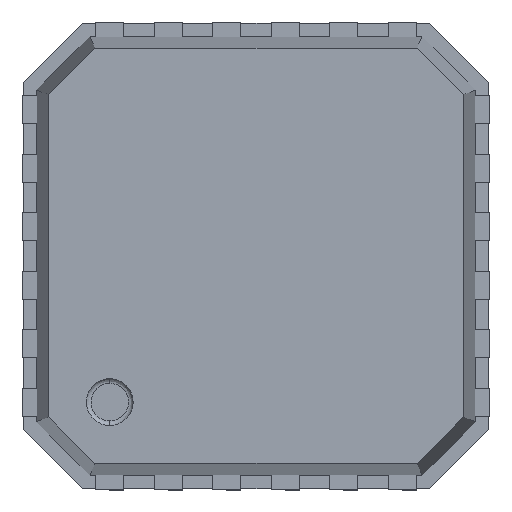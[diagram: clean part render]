
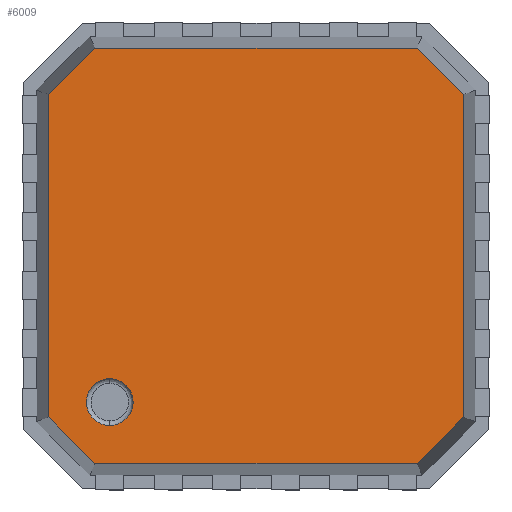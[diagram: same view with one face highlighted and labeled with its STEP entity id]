
A CAD part, top view. The second image highlights one B-rep face of the part: STEP entity #6009.
In plain terms, the highlighted planar face has unit normal (0, 0, 1).
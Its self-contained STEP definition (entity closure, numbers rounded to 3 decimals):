
#134 = ORIENTED_EDGE ( 'NONE', *, *, #5577, .F. ) ;
#675 = EDGE_CURVE ( 'NONE', #8222, #965, #5328, .T. ) ;
#759 = EDGE_CURVE ( 'NONE', #14234, #15045, #5550, .T. ) ;
#965 = VERTEX_POINT ( 'NONE', #10049 ) ;
#1116 = CARTESIAN_POINT ( 'NONE',  ( -0.127, 3.525, 1. ) ) ;
#1302 = CARTESIAN_POINT ( 'NONE',  ( 3.054, 3.098, 1. ) ) ;
#1366 = CARTESIAN_POINT ( 'NONE',  ( -0.554, 0.402, 1. ) ) ;
#1474 = VECTOR ( 'NONE', #12499, 1000. ) ;
#1519 = DIRECTION ( 'NONE',  ( -0.707, -0.707, 0. ) ) ;
#1673 = FACE_OUTER_BOUND ( 'NONE', #13900, .T. ) ;
#1842 = CARTESIAN_POINT ( 'NONE',  ( -0.168, -0.025, 1. ) ) ;
#1846 = VECTOR ( 'NONE', #1519, 1000. ) ;
#2121 = VERTEX_POINT ( 'NONE', #15504 ) ;
#4003 = ORIENTED_EDGE ( 'NONE', *, *, #14009, .F. ) ;
#4139 = VECTOR ( 'NONE', #13045, 1000. ) ;
#4151 = AXIS2_PLACEMENT_3D ( 'NONE', #13109, #4697, #14502 ) ;
#4471 = DIRECTION ( 'NONE',  ( 0., -1., 0. ) ) ;
#4697 = DIRECTION ( 'NONE',  ( 0., 0., 1. ) ) ;
#4806 = ORIENTED_EDGE ( 'NONE', *, *, #6911, .F. ) ;
#4809 = DIRECTION ( 'NONE',  ( 0., 0., -1. ) ) ;
#5176 = LINE ( 'NONE', #1302, #1474 ) ;
#5299 = CARTESIAN_POINT ( 'NONE',  ( -0.127, -0.025, 1. ) ) ;
#5328 = LINE ( 'NONE', #5960, #9037 ) ;
#5337 = ORIENTED_EDGE ( 'NONE', *, *, #12173, .F. ) ;
#5550 = LINE ( 'NONE', #12713, #1846 ) ;
#5577 = EDGE_CURVE ( 'NONE', #2121, #15899, #5176, .T. ) ;
#5960 = CARTESIAN_POINT ( 'NONE',  ( -0.525, 3.168, 1. ) ) ;
#6009 = ADVANCED_FACE ( 'NONE', ( #1673, #12836 ), #6160, .F. ) ;
#6160 = PLANE ( 'NONE',  #8459 ) ;
#6401 = ORIENTED_EDGE ( 'NONE', *, *, #13980, .F. ) ;
#6470 = EDGE_CURVE ( 'NONE', #17319, #9912, #8139, .T. ) ;
#6494 = ORIENTED_EDGE ( 'NONE', *, *, #759, .F. ) ;
#6541 = DIRECTION ( 'NONE',  ( 0., 0., 1. ) ) ;
#6549 = VERTEX_POINT ( 'NONE', #1116 ) ;
#6911 = EDGE_CURVE ( 'NONE', #9912, #17319, #14249, .T. ) ;
#6978 = CARTESIAN_POINT ( 'NONE',  ( 3.025, 3.127, 1. ) ) ;
#7080 = AXIS2_PLACEMENT_3D ( 'NONE', #14945, #6541, #16382 ) ;
#7346 = EDGE_CURVE ( 'NONE', #965, #6549, #10227, .T. ) ;
#8139 = CIRCLE ( 'NONE', #7080, 0.2 ) ;
#8222 = VERTEX_POINT ( 'NONE', #9879 ) ;
#8459 = AXIS2_PLACEMENT_3D ( 'NONE', #13215, #4809, #14612 ) ;
#8646 = LINE ( 'NONE', #11453, #15678 ) ;
#8903 = CARTESIAN_POINT ( 'NONE',  ( 2.668, 3.525, 1. ) ) ;
#9037 = VECTOR ( 'NONE', #15336, 1000. ) ;
#9181 = LINE ( 'NONE', #1842, #4139 ) ;
#9712 = DIRECTION ( 'NONE',  ( -0.707, 0.707, 0. ) ) ;
#9827 = LINE ( 'NONE', #8903, #16876 ) ;
#9870 = VERTEX_POINT ( 'NONE', #5299 ) ;
#9879 = CARTESIAN_POINT ( 'NONE',  ( -0.525, 0.373, 1. ) ) ;
#9912 = VERTEX_POINT ( 'NONE', #10991 ) ;
#10003 = ORIENTED_EDGE ( 'NONE', *, *, #11309, .F. ) ;
#10049 = CARTESIAN_POINT ( 'NONE',  ( -0.525, 3.127, 1. ) ) ;
#10225 = ORIENTED_EDGE ( 'NONE', *, *, #675, .F. ) ;
#10227 = LINE ( 'NONE', #16717, #17268 ) ;
#10295 = DIRECTION ( 'NONE',  ( 1., 0., 0. ) ) ;
#10991 = CARTESIAN_POINT ( 'NONE',  ( 0.2, 0.5, 1. ) ) ;
#11309 = EDGE_CURVE ( 'NONE', #15899, #14234, #8646, .T. ) ;
#11453 = CARTESIAN_POINT ( 'NONE',  ( 3.025, 0.332, 1. ) ) ;
#11901 = LINE ( 'NONE', #1366, #15625 ) ;
#12094 = CARTESIAN_POINT ( 'NONE',  ( 3.025, 0.373, 1. ) ) ;
#12173 = EDGE_CURVE ( 'NONE', #9870, #8222, #11901, .T. ) ;
#12499 = DIRECTION ( 'NONE',  ( 0.707, -0.707, 0. ) ) ;
#12713 = CARTESIAN_POINT ( 'NONE',  ( 2.598, -0.054, 1. ) ) ;
#12836 = FACE_BOUND ( 'NONE', #14219, .T. ) ;
#13045 = DIRECTION ( 'NONE',  ( -1., 0., 0. ) ) ;
#13109 = CARTESIAN_POINT ( 'NONE',  ( 0., 0.5, 1. ) ) ;
#13215 = CARTESIAN_POINT ( 'NONE',  ( -0.625, 3.168, 1. ) ) ;
#13900 = EDGE_LOOP ( 'NONE', ( #6401, #6494, #10003, #134, #4003, #14875, #10225, #5337 ) ) ;
#13980 = EDGE_CURVE ( 'NONE', #15045, #9870, #9181, .T. ) ;
#14009 = EDGE_CURVE ( 'NONE', #6549, #2121, #9827, .T. ) ;
#14043 = CARTESIAN_POINT ( 'NONE',  ( -0.2, 0.5, 1. ) ) ;
#14219 = EDGE_LOOP ( 'NONE', ( #17035, #4806 ) ) ;
#14234 = VERTEX_POINT ( 'NONE', #12094 ) ;
#14249 = CIRCLE ( 'NONE', #4151, 0.2 ) ;
#14502 = DIRECTION ( 'NONE',  ( -1., 0., 0. ) ) ;
#14612 = DIRECTION ( 'NONE',  ( -1., 0., 0. ) ) ;
#14875 = ORIENTED_EDGE ( 'NONE', *, *, #7346, .F. ) ;
#14945 = CARTESIAN_POINT ( 'NONE',  ( 0., 0.5, 1. ) ) ;
#15045 = VERTEX_POINT ( 'NONE', #17690 ) ;
#15336 = DIRECTION ( 'NONE',  ( 0., 1., 0. ) ) ;
#15504 = CARTESIAN_POINT ( 'NONE',  ( 2.627, 3.525, 1. ) ) ;
#15625 = VECTOR ( 'NONE', #9712, 1000. ) ;
#15678 = VECTOR ( 'NONE', #4471, 1000. ) ;
#15899 = VERTEX_POINT ( 'NONE', #6978 ) ;
#16382 = DIRECTION ( 'NONE',  ( -1., 0., 0. ) ) ;
#16717 = CARTESIAN_POINT ( 'NONE',  ( -0.098, 3.554, 1. ) ) ;
#16876 = VECTOR ( 'NONE', #10295, 1000. ) ;
#17035 = ORIENTED_EDGE ( 'NONE', *, *, #6470, .F. ) ;
#17268 = VECTOR ( 'NONE', #18134, 1000. ) ;
#17319 = VERTEX_POINT ( 'NONE', #14043 ) ;
#17690 = CARTESIAN_POINT ( 'NONE',  ( 2.627, -0.025, 1. ) ) ;
#18134 = DIRECTION ( 'NONE',  ( 0.707, 0.707, 0. ) ) ;
